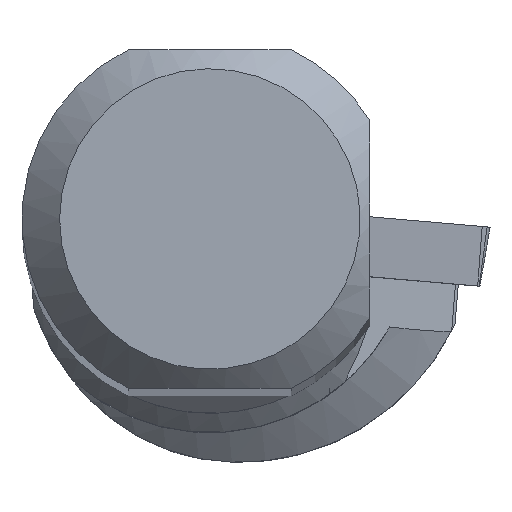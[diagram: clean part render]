
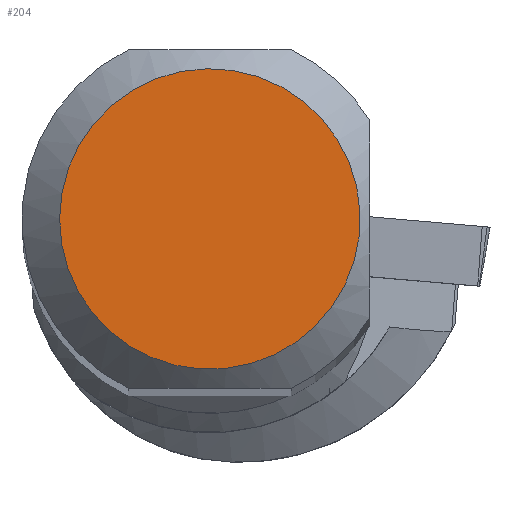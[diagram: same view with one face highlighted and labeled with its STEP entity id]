
A CAD part, top view. The second image highlights one B-rep face of the part: STEP entity #204.
In plain terms, the highlighted planar face has unit normal (0, 0, 1).
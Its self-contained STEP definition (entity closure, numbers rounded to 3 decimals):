
#158=FACE_OUTER_BOUND('',#413,.T.);
#204=ADVANCED_FACE('CU_SU_BP3',(#158),#235,.T.);
#235=PLANE('',#1086);
#413=EDGE_LOOP('',(#593));
#593=ORIENTED_EDGE('',*,*,#870,.F.);
#761=VERTEX_POINT('',#1821);
#870=EDGE_CURVE('',#761,#761,#920,.T.);
#920=CIRCLE('',#1085,7.991);
#1085=AXIS2_PLACEMENT_3D('',#1820,#1307,#1308);
#1086=AXIS2_PLACEMENT_3D('',#1822,#1309,#1310);
#1307=DIRECTION('',(0.,0.,-1.));
#1308=DIRECTION('',(-1.,0.,0.));
#1309=DIRECTION('',(0.,0.,1.));
#1310=DIRECTION('',(-1.,0.,0.));
#1820=CARTESIAN_POINT('',(0.,0.,0.));
#1821=CARTESIAN_POINT('',(-7.991,0.,0.));
#1822=CARTESIAN_POINT('',(0.,0.,
0.));
